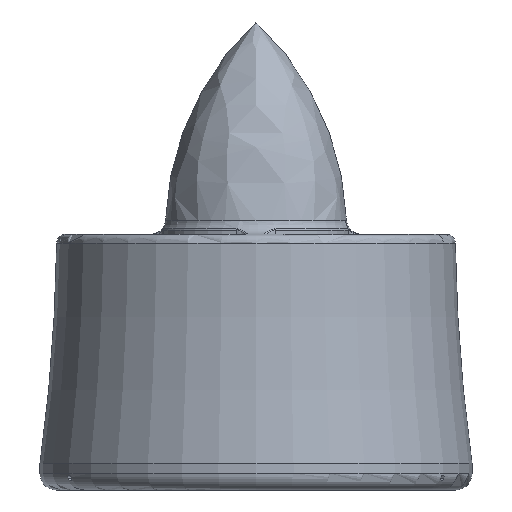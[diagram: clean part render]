
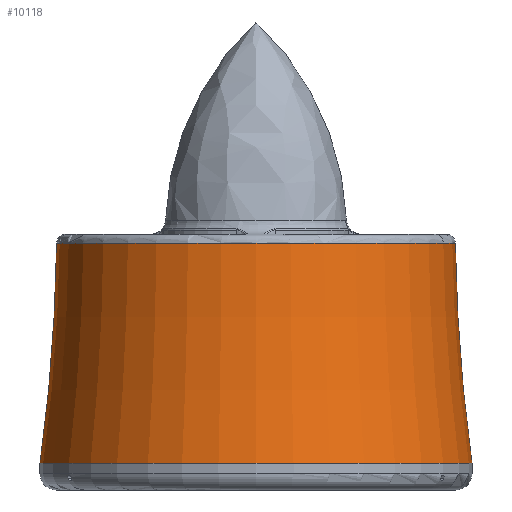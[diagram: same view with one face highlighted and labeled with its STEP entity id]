
A CAD part, front view. The second image highlights one B-rep face of the part: STEP entity #10118.
In plain terms, the highlighted toroidal (fillet/blend) face has major radius 333.488 mm and minor radius 300 mm.
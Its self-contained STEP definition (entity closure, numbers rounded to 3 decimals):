
#61 = VERTEX_POINT ( 'NONE', #12806 ) ;
#520 = DIRECTION ( 'NONE',  ( -1., 0., 0. ) ) ;
#566 = EDGE_CURVE ( 'NONE', #61, #10404, #6424, .T. ) ;
#618 = CIRCLE ( 'NONE', #10486, 300. ) ;
#1311 = CARTESIAN_POINT ( 'NONE',  ( 0., 0., 2.697 ) ) ;
#2379 = AXIS2_PLACEMENT_3D ( 'NONE', #5863, #7059, #11350 ) ;
#2690 = DIRECTION ( 'NONE',  ( 0., 0., 1. ) ) ;
#3320 = CIRCLE ( 'NONE', #7363, 36.33 ) ;
#3353 = TOROIDAL_SURFACE ( 'NONE', #7380, 333.488, 300. ) ;
#3394 = EDGE_CURVE ( 'NONE', #10154, #7113, #3320, .T. ) ;
#4053 = EDGE_LOOP ( 'NONE', ( #10100, #6959, #5483, #12165 ) ) ;
#4152 = CARTESIAN_POINT ( 'NONE',  ( 33.517, 0., -1.479 ) ) ;
#4534 = DIRECTION ( 'NONE',  ( -0.412, 0.911, 0. ) ) ;
#4674 = CARTESIAN_POINT ( 'NONE',  ( 0., 0., -38.5 ) ) ;
#5483 = ORIENTED_EDGE ( 'NONE', *, *, #7191, .T. ) ;
#5863 = CARTESIAN_POINT ( 'NONE',  ( 0., 0., -1.479 ) ) ;
#6424 = CIRCLE ( 'NONE', #2379, 33.517 ) ;
#6847 = CARTESIAN_POINT ( 'NONE',  ( 36.33, 0., -38.5 ) ) ;
#6944 = DIRECTION ( 'NONE',  ( 0., 0., 1. ) ) ;
#6959 = ORIENTED_EDGE ( 'NONE', *, *, #566, .F. ) ;
#7059 = DIRECTION ( 'NONE',  ( 0., 0., 1. ) ) ;
#7113 = VERTEX_POINT ( 'NONE', #6847 ) ;
#7191 = EDGE_CURVE ( 'NONE', #61, #10154, #618, .T. ) ;
#7363 = AXIS2_PLACEMENT_3D ( 'NONE', #4674, #2690, #4534 ) ;
#7380 = AXIS2_PLACEMENT_3D ( 'NONE', #1311, #6944, #520 ) ;
#7810 = CARTESIAN_POINT ( 'NONE',  ( 333.488, 0., 2.697 ) ) ;
#8054 = CARTESIAN_POINT ( 'NONE',  ( -36.33, 0., -38.5 ) ) ;
#8661 = DIRECTION ( 'NONE',  ( 1., 0., 0. ) ) ;
#8838 = FACE_OUTER_BOUND ( 'NONE', #4053, .T. ) ;
#9370 = EDGE_CURVE ( 'NONE', #10404, #7113, #12764, .T. ) ;
#9935 = DIRECTION ( 'NONE',  ( 0., 1., 0. ) ) ;
#10100 = ORIENTED_EDGE ( 'NONE', *, *, #9370, .F. ) ;
#10118 = ADVANCED_FACE ( 'NONE', ( #8838 ), #3353, .F. ) ;
#10154 = VERTEX_POINT ( 'NONE', #8054 ) ;
#10404 = VERTEX_POINT ( 'NONE', #4152 ) ;
#10486 = AXIS2_PLACEMENT_3D ( 'NONE', #12118, #9935, #11062 ) ;
#11062 = DIRECTION ( 'NONE',  ( 0., 0., 1. ) ) ;
#11200 = AXIS2_PLACEMENT_3D ( 'NONE', #7810, #12873, #8661 ) ;
#11350 = DIRECTION ( 'NONE',  ( -0.441, 0.897, 0. ) ) ;
#12118 = CARTESIAN_POINT ( 'NONE',  ( -333.488, 0., 2.697 ) ) ;
#12165 = ORIENTED_EDGE ( 'NONE', *, *, #3394, .T. ) ;
#12764 = CIRCLE ( 'NONE', #11200, 300. ) ;
#12806 = CARTESIAN_POINT ( 'NONE',  ( -33.517, 0., -1.479 ) ) ;
#12873 = DIRECTION ( 'NONE',  ( 0., -1., 0. ) ) ;
